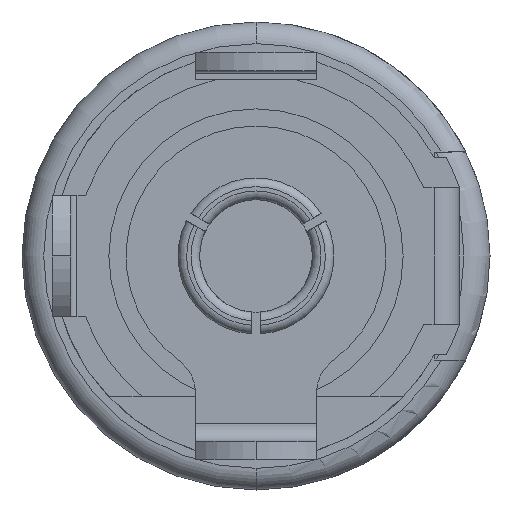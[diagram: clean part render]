
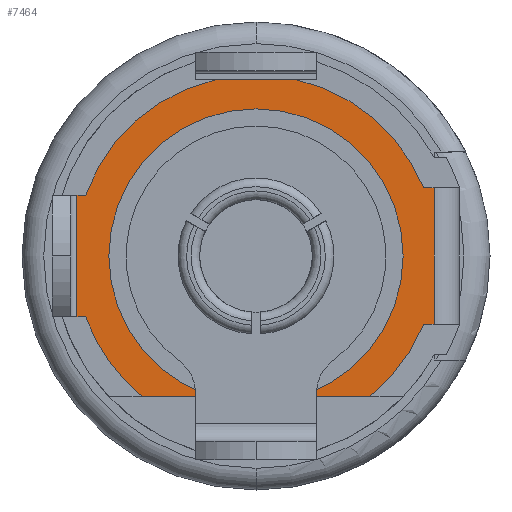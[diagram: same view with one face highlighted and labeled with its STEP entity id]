
A CAD part, front view. The second image highlights one B-rep face of the part: STEP entity #7464.
In plain terms, the highlighted planar face has unit normal (0, -1, 0).
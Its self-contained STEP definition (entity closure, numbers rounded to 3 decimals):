
#75 = CARTESIAN_POINT ( 'NONE',  ( -4.133, 7.28, 0. ) ) ;
#115 = ORIENTED_EDGE ( 'NONE', *, *, #1907, .F. ) ;
#151 = EDGE_LOOP ( 'NONE', ( #7903, #2617 ) ) ;
#198 = CARTESIAN_POINT ( 'NONE',  ( 0., 7.28, 1.5 ) ) ;
#205 = DIRECTION ( 'NONE',  ( 0., 0., -1. ) ) ;
#414 = AXIS2_PLACEMENT_3D ( 'NONE', #8515, #7013, #4090 ) ;
#482 = EDGE_CURVE ( 'NONE', #2971, #1911, #5896, .T. ) ;
#489 = CARTESIAN_POINT ( 'NONE',  ( 0., 7.28, -1.571 ) ) ;
#496 = VECTOR ( 'NONE', #7156, 1000. ) ;
#499 = ORIENTED_EDGE ( 'NONE', *, *, #1492, .T. ) ;
#836 = VERTEX_POINT ( 'NONE', #8045 ) ;
#888 = CIRCLE ( 'NONE', #5823, 4.174 ) ;
#899 = VERTEX_POINT ( 'NONE', #8297 ) ;
#969 = CARTESIAN_POINT ( 'NONE',  ( 0., 7.28, 1.4 ) ) ;
#986 = ORIENTED_EDGE ( 'NONE', *, *, #3005, .T. ) ;
#1017 = CARTESIAN_POINT ( 'NONE',  ( -4.133, 7.28, 1.4 ) ) ;
#1053 = CIRCLE ( 'NONE', #5048, 1.5 ) ;
#1184 = DIRECTION ( 'NONE',  ( -1., 0., 0. ) ) ;
#1236 = EDGE_CURVE ( 'NONE', #899, #7762, #7732, .T. ) ;
#1252 = DIRECTION ( 'NONE',  ( -1., 0., 0. ) ) ;
#1333 = ORIENTED_EDGE ( 'NONE', *, *, #3744, .F. ) ;
#1438 = AXIS2_PLACEMENT_3D ( 'NONE', #2847, #6603, #9583 ) ;
#1492 = EDGE_CURVE ( 'NONE', #1987, #2591, #3457, .T. ) ;
#1622 = EDGE_CURVE ( 'NONE', #7755, #6690, #888, .T. ) ;
#1678 = DIRECTION ( 'NONE',  ( -1., 0., 0. ) ) ;
#1709 = LINE ( 'NONE', #1866, #8344 ) ;
#1830 = DIRECTION ( 'NONE',  ( 0., 1., 0. ) ) ;
#1854 = CIRCLE ( 'NONE', #9357, 4.174 ) ;
#1866 = CARTESIAN_POINT ( 'NONE',  ( 0., 7.28, 4.067 ) ) ;
#1897 = CARTESIAN_POINT ( 'NONE',  ( 3.868, 7.28, -1.571 ) ) ;
#1904 = VERTEX_POINT ( 'NONE', #8689 ) ;
#1907 = EDGE_CURVE ( 'NONE', #899, #1904, #6459, .T. ) ;
#1911 = VERTEX_POINT ( 'NONE', #6512 ) ;
#1935 = VERTEX_POINT ( 'NONE', #5849 ) ;
#1987 = VERTEX_POINT ( 'NONE', #4334 ) ;
#2111 = EDGE_CURVE ( 'NONE', #4543, #3336, #9563, .T. ) ;
#2116 = AXIS2_PLACEMENT_3D ( 'NONE', #6197, #6892, #205 ) ;
#2591 = VERTEX_POINT ( 'NONE', #1897 ) ;
#2617 = ORIENTED_EDGE ( 'NONE', *, *, #2111, .T. ) ;
#2628 = VECTOR ( 'NONE', #1678, 1000. ) ;
#2637 = LINE ( 'NONE', #6465, #5452 ) ;
#2702 = ORIENTED_EDGE ( 'NONE', *, *, #4226, .T. ) ;
#2796 = CARTESIAN_POINT ( 'NONE',  ( -2.62, 7.28, -3.25 ) ) ;
#2847 = CARTESIAN_POINT ( 'NONE',  ( 0., 7.28, 0. ) ) ;
#2971 = VERTEX_POINT ( 'NONE', #7629 ) ;
#3005 = EDGE_CURVE ( 'NONE', #7762, #1987, #6960, .T. ) ;
#3031 = DIRECTION ( 'NONE',  ( 0., 0., -1. ) ) ;
#3225 = EDGE_CURVE ( 'NONE', #836, #2591, #7434, .T. ) ;
#3275 = VECTOR ( 'NONE', #3031, 1000. ) ;
#3289 = DIRECTION ( 'NONE',  ( -1., 0., 0. ) ) ;
#3336 = VERTEX_POINT ( 'NONE', #7551 ) ;
#3457 = CIRCLE ( 'NONE', #1438, 4.174 ) ;
#3621 = CARTESIAN_POINT ( 'NONE',  ( -0.942, 7.28, 4.067 ) ) ;
#3744 = EDGE_CURVE ( 'NONE', #2971, #836, #2637, .T. ) ;
#4009 = EDGE_CURVE ( 'NONE', #6690, #6762, #8002, .T. ) ;
#4074 = DIRECTION ( 'NONE',  ( 0., 0., -1. ) ) ;
#4090 = DIRECTION ( 'NONE',  ( 0., 0., -1. ) ) ;
#4226 = EDGE_CURVE ( 'NONE', #1935, #7755, #1709, .T. ) ;
#4334 = CARTESIAN_POINT ( 'NONE',  ( 2.62, 7.28, -3.25 ) ) ;
#4367 = VECTOR ( 'NONE', #1184, 1000. ) ;
#4543 = VERTEX_POINT ( 'NONE', #198 ) ;
#4657 = VECTOR ( 'NONE', #6101, 1000. ) ;
#4742 = DIRECTION ( 'NONE',  ( 0., -1., 0. ) ) ;
#4783 = EDGE_LOOP ( 'NONE', ( #7625, #2702, #9530, #6435, #9201, #115, #6342, #986, #499, #8538, #1333, #5321 ) ) ;
#4792 = FACE_OUTER_BOUND ( 'NONE', #4783, .T. ) ;
#5048 = AXIS2_PLACEMENT_3D ( 'NONE', #7748, #1830, #7782 ) ;
#5321 = ORIENTED_EDGE ( 'NONE', *, *, #482, .T. ) ;
#5452 = VECTOR ( 'NONE', #8093, 1000. ) ;
#5490 = PLANE ( 'NONE',  #8971 ) ;
#5823 = AXIS2_PLACEMENT_3D ( 'NONE', #8369, #9059, #7531 ) ;
#5849 = CARTESIAN_POINT ( 'NONE',  ( 0.942, 7.28, 4.067 ) ) ;
#5896 = LINE ( 'NONE', #7937, #4367 ) ;
#6101 = DIRECTION ( 'NONE',  ( 1., 0., 0. ) ) ;
#6197 = CARTESIAN_POINT ( 'NONE',  ( 0., 7.28, 0. ) ) ;
#6342 = ORIENTED_EDGE ( 'NONE', *, *, #1236, .T. ) ;
#6375 = CARTESIAN_POINT ( 'NONE',  ( 0., 7.28, 0. ) ) ;
#6421 = EDGE_CURVE ( 'NONE', #6762, #1904, #9106, .T. ) ;
#6435 = ORIENTED_EDGE ( 'NONE', *, *, #4009, .T. ) ;
#6459 = LINE ( 'NONE', #7881, #496 ) ;
#6465 = CARTESIAN_POINT ( 'NONE',  ( 4.11, 7.28, 0. ) ) ;
#6512 = CARTESIAN_POINT ( 'NONE',  ( 3.868, 7.28, 1.571 ) ) ;
#6603 = DIRECTION ( 'NONE',  ( 0., -1., 0. ) ) ;
#6690 = VERTEX_POINT ( 'NONE', #8521 ) ;
#6762 = VERTEX_POINT ( 'NONE', #1017 ) ;
#6770 = FACE_BOUND ( 'NONE', #151, .T. ) ;
#6791 = EDGE_CURVE ( 'NONE', #3336, #4543, #1053, .T. ) ;
#6892 = DIRECTION ( 'NONE',  ( 0., 1., 0. ) ) ;
#6960 = LINE ( 'NONE', #9060, #4657 ) ;
#7013 = DIRECTION ( 'NONE',  ( 0., -1., 0. ) ) ;
#7156 = DIRECTION ( 'NONE',  ( -1., 0., 0. ) ) ;
#7434 = LINE ( 'NONE', #489, #7669 ) ;
#7464 = ADVANCED_FACE ( 'NONE', ( #6770, #4792 ), #5490, .T. ) ;
#7531 = DIRECTION ( 'NONE',  ( 0., 0., -1. ) ) ;
#7551 = CARTESIAN_POINT ( 'NONE',  ( 0., 7.28, -1.5 ) ) ;
#7625 = ORIENTED_EDGE ( 'NONE', *, *, #8996, .T. ) ;
#7629 = CARTESIAN_POINT ( 'NONE',  ( 4.11, 7.28, 1.571 ) ) ;
#7669 = VECTOR ( 'NONE', #1252, 1000. ) ;
#7732 = CIRCLE ( 'NONE', #414, 4.174 ) ;
#7748 = CARTESIAN_POINT ( 'NONE',  ( 0., 7.28, 0. ) ) ;
#7755 = VERTEX_POINT ( 'NONE', #3621 ) ;
#7762 = VERTEX_POINT ( 'NONE', #2796 ) ;
#7782 = DIRECTION ( 'NONE',  ( 0., 0., -1. ) ) ;
#7881 = CARTESIAN_POINT ( 'NONE',  ( 0., 7.28, -1.4 ) ) ;
#7903 = ORIENTED_EDGE ( 'NONE', *, *, #6791, .T. ) ;
#7937 = CARTESIAN_POINT ( 'NONE',  ( 0., 7.28, 1.571 ) ) ;
#8002 = LINE ( 'NONE', #969, #2628 ) ;
#8045 = CARTESIAN_POINT ( 'NONE',  ( 4.11, 7.28, -1.571 ) ) ;
#8093 = DIRECTION ( 'NONE',  ( 0., 0., -1. ) ) ;
#8297 = CARTESIAN_POINT ( 'NONE',  ( -3.933, 7.28, -1.4 ) ) ;
#8344 = VECTOR ( 'NONE', #3289, 1000. ) ;
#8369 = CARTESIAN_POINT ( 'NONE',  ( 0., 7.28, 0. ) ) ;
#8515 = CARTESIAN_POINT ( 'NONE',  ( 0., 7.28, 0. ) ) ;
#8521 = CARTESIAN_POINT ( 'NONE',  ( -3.933, 7.28, 1.4 ) ) ;
#8538 = ORIENTED_EDGE ( 'NONE', *, *, #3225, .F. ) ;
#8580 = DIRECTION ( 'NONE',  ( 0., 0., -1. ) ) ;
#8689 = CARTESIAN_POINT ( 'NONE',  ( -4.133, 7.28, -1.4 ) ) ;
#8971 = AXIS2_PLACEMENT_3D ( 'NONE', #9187, #4742, #4074 ) ;
#8996 = EDGE_CURVE ( 'NONE', #1911, #1935, #1854, .T. ) ;
#9059 = DIRECTION ( 'NONE',  ( 0., -1., 0. ) ) ;
#9060 = CARTESIAN_POINT ( 'NONE',  ( 0., 7.28, -3.25 ) ) ;
#9106 = LINE ( 'NONE', #75, #3275 ) ;
#9187 = CARTESIAN_POINT ( 'NONE',  ( 0., 7.28, 0. ) ) ;
#9201 = ORIENTED_EDGE ( 'NONE', *, *, #6421, .T. ) ;
#9357 = AXIS2_PLACEMENT_3D ( 'NONE', #6375, #9375, #8580 ) ;
#9375 = DIRECTION ( 'NONE',  ( 0., -1., 0. ) ) ;
#9530 = ORIENTED_EDGE ( 'NONE', *, *, #1622, .T. ) ;
#9563 = CIRCLE ( 'NONE', #2116, 1.5 ) ;
#9583 = DIRECTION ( 'NONE',  ( 0., 0., -1. ) ) ;
